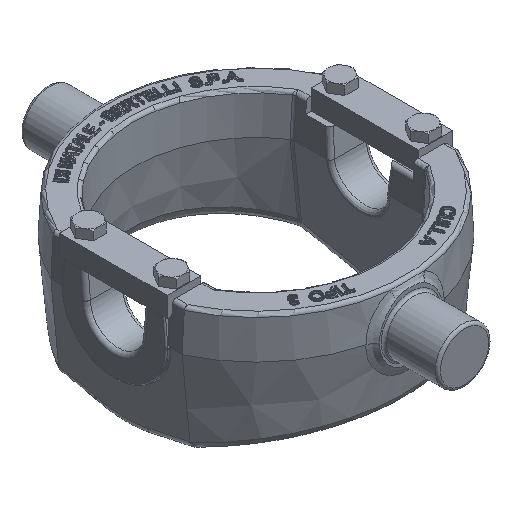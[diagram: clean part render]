
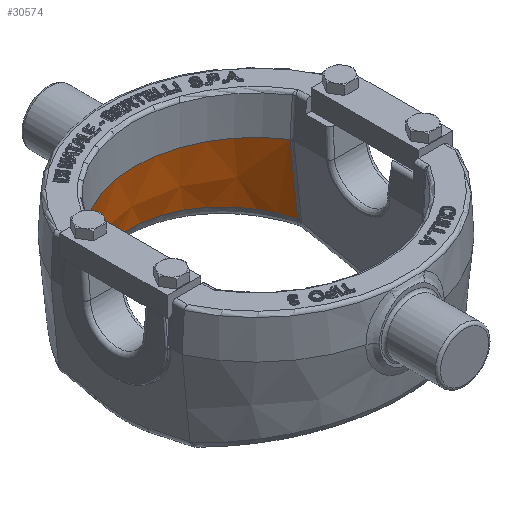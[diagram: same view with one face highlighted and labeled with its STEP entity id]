
A CAD part, isometric view. The second image highlights one B-rep face of the part: STEP entity #30574.
In plain terms, the highlighted conical face has half-angle 5 degrees and reference radius 90 mm.
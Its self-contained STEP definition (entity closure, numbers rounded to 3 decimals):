
#1496=CONICAL_SURFACE('',#32268,90.,0.087);
#2939=B_SPLINE_CURVE_WITH_KNOTS('',3,(#42533,#42534,#42535,#42536),
 .UNSPECIFIED.,.F.,.F.,(4,4),(0.,0.054),
 .UNSPECIFIED.);
#2940=B_SPLINE_CURVE_WITH_KNOTS('',3,(#42539,#42540,#42541,#42542,#42543,
#42544,#42545,#42546,#42547,#42548,#42549,#42550,#42551,#42552,#42553,#42554,
#42555,#42556,#42557,#42558,#42559,#42560,#42561,#42562),.UNSPECIFIED.,
 .F.,.F.,(4,1,1,1,1,1,1,1,1,1,1,1,1,1,1,1,1,1,1,1,1,4),(0.001,
0.013,0.025,0.038,0.05,
0.056,0.062,0.074,0.08,
0.086,0.092,0.098,0.11,
0.122,0.134,0.147,0.153,
0.159,0.171,0.177,0.183,
0.195),.UNSPECIFIED.);
#2941=B_SPLINE_CURVE_WITH_KNOTS('',3,(#42564,#42565,#42566,#42567),
 .UNSPECIFIED.,.F.,.F.,(4,4),(-0.021,0.033),
 .UNSPECIFIED.);
#2942=B_SPLINE_CURVE_WITH_KNOTS('',3,(#42569,#42570,#42571,#42572),
 .UNSPECIFIED.,.F.,.F.,(4,4),(0.,0.),.UNSPECIFIED.);
#2943=B_SPLINE_CURVE_WITH_KNOTS('',3,(#42573,#42574,#42575,#42576),
 .UNSPECIFIED.,.F.,.F.,(4,4),(0.,0.),
 .UNSPECIFIED.);
#4353=ORIENTED_EDGE('',*,*,#10773,.T.);
#4354=ORIENTED_EDGE('',*,*,#10774,.T.);
#4355=ORIENTED_EDGE('',*,*,#10775,.T.);
#4356=ORIENTED_EDGE('',*,*,#10776,.T.);
#4357=ORIENTED_EDGE('',*,*,#10771,.F.);
#4358=ORIENTED_EDGE('',*,*,#10777,.T.);
#10771=EDGE_CURVE('',#13984,#13985,#15448,.T.);
#10773=EDGE_CURVE('',#13986,#13987,#2939,.T.);
#10774=EDGE_CURVE('',#13987,#13988,#2940,.T.);
#10775=EDGE_CURVE('',#13988,#13989,#2941,.T.);
#10776=EDGE_CURVE('',#13989,#13985,#2942,.T.);
#10777=EDGE_CURVE('',#13984,#13986,#2943,.T.);
#13984=VERTEX_POINT('',#42525);
#13985=VERTEX_POINT('',#42527);
#13986=VERTEX_POINT('',#42537);
#13987=VERTEX_POINT('',#42538);
#13988=VERTEX_POINT('',#42563);
#13989=VERTEX_POINT('',#42568);
#15448=CIRCLE('',#32267,90.);
#16899=EDGE_LOOP('',(#4353,#4354,#4355,#4356,#4357,#4358));
#18479=FACE_BOUND('',#16899,.T.);
#30574=ADVANCED_FACE('',(#18479),#1496,.F.);
#32267=AXIS2_PLACEMENT_3D('',#42526,#34885,#34886);
#32268=AXIS2_PLACEMENT_3D('',#42532,#34887,#34888);
#34885=DIRECTION('',(0.,0.,-1.));
#34886=DIRECTION('',(-1.,0.,0.));
#34887=DIRECTION('',(0.,0.,-1.));
#34888=DIRECTION('',(-1.,0.,0.));
#42525=CARTESIAN_POINT('',(-75.,49.749,0.));
#42526=CARTESIAN_POINT('',(0.,0.,0.));
#42527=CARTESIAN_POINT('',(75.,49.749,0.));
#42532=CARTESIAN_POINT('',(0.,0.,0.));
#42533=CARTESIAN_POINT('',(-75.002,49.747,0.));
#42534=CARTESIAN_POINT('',(-76.891,49.734,-17.92));
#42535=CARTESIAN_POINT('',(-78.761,49.718,-35.843));
#42536=CARTESIAN_POINT('',(-80.612,49.705,-53.767));
#42537=CARTESIAN_POINT('',(-75.002,49.747,0.));
#42538=CARTESIAN_POINT('',(-80.612,49.705,-53.767));
#42539=CARTESIAN_POINT('',(-80.612,49.705,-53.767));
#42540=CARTESIAN_POINT('',(-78.469,53.032,-52.877));
#42541=CARTESIAN_POINT('',(-73.796,59.393,-51.181));
#42542=CARTESIAN_POINT('',(-65.553,68.104,-48.867));
#42543=CARTESIAN_POINT('',(-56.396,75.637,-46.873));
#42544=CARTESIAN_POINT('',(-48.015,80.961,-45.469));
#42545=CARTESIAN_POINT('',(-40.818,84.629,-44.504));
#42546=CARTESIAN_POINT('',(-33.469,87.807,-43.668));
#42547=CARTESIAN_POINT('',(-25.879,90.276,-43.02));
#42548=CARTESIAN_POINT('',(-18.064,92.032,-42.559));
#42549=CARTESIAN_POINT('',(-12.059,92.989,-42.309));
#42550=CARTESIAN_POINT('',(-6.019,93.56,-42.159));
#42551=CARTESIAN_POINT('',(2.002,93.81,-42.093));
#42552=CARTESIAN_POINT('',(11.985,93.191,-42.256));
#42553=CARTESIAN_POINT('',(23.977,90.901,-42.856));
#42554=CARTESIAN_POINT('',(35.374,87.184,-43.832));
#42555=CARTESIAN_POINT('',(44.416,82.939,-44.948));
#42556=CARTESIAN_POINT('',(51.357,78.839,-46.029));
#42557=CARTESIAN_POINT('',(57.938,74.372,-47.208));
#42558=CARTESIAN_POINT('',(64.04,69.344,-48.539));
#42559=CARTESIAN_POINT('',(69.655,63.772,-50.018));
#42560=CARTESIAN_POINT('',(74.954,57.815,-51.602));
#42561=CARTESIAN_POINT('',(78.469,53.033,-52.877));
#42562=CARTESIAN_POINT('',(80.612,49.705,-53.767));
#42563=CARTESIAN_POINT('',(80.612,49.705,-53.767));
#42564=CARTESIAN_POINT('',(80.612,49.705,-53.767));
#42565=CARTESIAN_POINT('',(78.761,49.718,-35.843));
#42566=CARTESIAN_POINT('',(76.891,49.734,-17.92));
#42567=CARTESIAN_POINT('',(75.002,49.747,0.));
#42568=CARTESIAN_POINT('',(75.002,49.747,0.));
#42569=CARTESIAN_POINT('',(75.002,49.747,0.));
#42570=CARTESIAN_POINT('',(75.001,49.747,0.));
#42571=CARTESIAN_POINT('',(75.001,49.748,0.));
#42572=CARTESIAN_POINT('',(75.,49.749,0.));
#42573=CARTESIAN_POINT('',(-75.,49.749,0.));
#42574=CARTESIAN_POINT('',(-75.001,49.748,0.));
#42575=CARTESIAN_POINT('',(-75.001,49.747,0.));
#42576=CARTESIAN_POINT('',(-75.002,49.747,0.));
